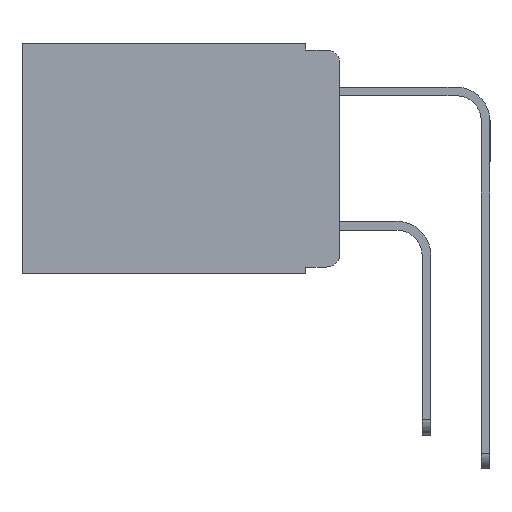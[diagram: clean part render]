
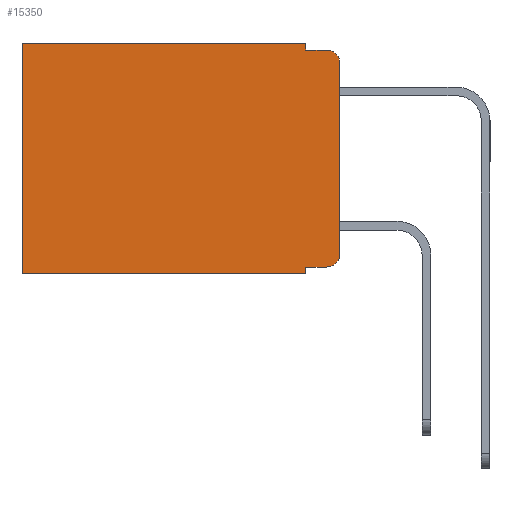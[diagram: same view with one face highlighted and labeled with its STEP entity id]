
A CAD part, left-side view. The second image highlights one B-rep face of the part: STEP entity #15350.
In plain terms, the highlighted planar face has unit normal (-1, 0, 0).
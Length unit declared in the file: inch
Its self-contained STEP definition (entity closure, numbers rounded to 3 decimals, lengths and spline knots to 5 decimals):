
#596 = EDGE_CURVE ( 'NONE', #8676, #16636, #20957, .T. ) ;
#732 = ORIENTED_EDGE ( 'NONE', *, *, #8489, .T. ) ;
#907 = EDGE_LOOP ( 'NONE', ( #11392, #732, #17130, #9090, #14069, #1410, #10245, #6906, #16082, #4881 ) ) ;
#1410 = ORIENTED_EDGE ( 'NONE', *, *, #4126, .T. ) ;
#1499 = VECTOR ( 'NONE', #20119, 39.37008 ) ;
#1821 = EDGE_CURVE ( 'NONE', #8676, #19032, #7604, .T. ) ;
#1978 = AXIS2_PLACEMENT_3D ( 'NONE', #12938, #3158, #14556 ) ;
#3088 = VECTOR ( 'NONE', #10248, 39.37008 ) ;
#3158 = DIRECTION ( 'NONE',  ( 1., 0., 0. ) ) ;
#3337 = AXIS2_PLACEMENT_3D ( 'NONE', #14633, #4904, #16279 ) ;
#3364 = LINE ( 'NONE', #12731, #11537 ) ;
#3610 = LINE ( 'NONE', #5327, #3088 ) ;
#3662 = VECTOR ( 'NONE', #4010, 39.37008 ) ;
#3836 = CARTESIAN_POINT ( 'NONE',  ( 0.298, 0.051, -0.333 ) ) ;
#4003 = CIRCLE ( 'NONE', #3337, 0.02 ) ;
#4010 = DIRECTION ( 'NONE',  ( 0., -1., 0. ) ) ;
#4042 = DIRECTION ( 'NONE',  ( 0., 0., -1. ) ) ;
#4083 = VERTEX_POINT ( 'NONE', #10294 ) ;
#4126 = EDGE_CURVE ( 'NONE', #4083, #14790, #10320, .T. ) ;
#4881 = ORIENTED_EDGE ( 'NONE', *, *, #20868, .T. ) ;
#4904 = DIRECTION ( 'NONE',  ( -1., 0., 0. ) ) ;
#5199 = EDGE_CURVE ( 'NONE', #10922, #19796, #3364, .T. ) ;
#5327 = CARTESIAN_POINT ( 'NONE',  ( 0.298, 0., 0. ) ) ;
#5718 = VERTEX_POINT ( 'NONE', #11551 ) ;
#5753 = VERTEX_POINT ( 'NONE', #18200 ) ;
#5989 = CARTESIAN_POINT ( 'NONE',  ( 0.298, 0.051, -0.01 ) ) ;
#5990 = CARTESIAN_POINT ( 'NONE',  ( 0.298, 0., -0.313 ) ) ;
#6278 = EDGE_CURVE ( 'NONE', #19796, #5718, #18138, .T. ) ;
#6319 = CARTESIAN_POINT ( 'NONE',  ( 0.298, 0., -0.343 ) ) ;
#6906 = ORIENTED_EDGE ( 'NONE', *, *, #1821, .F. ) ;
#7191 = LINE ( 'NONE', #19367, #10537 ) ;
#7604 = LINE ( 'NONE', #19968, #20111 ) ;
#7855 = VERTEX_POINT ( 'NONE', #5990 ) ;
#7940 = DIRECTION ( 'NONE',  ( 0., 0., -1. ) ) ;
#8134 = CIRCLE ( 'NONE', #16741, 0.02 ) ;
#8479 = CARTESIAN_POINT ( 'NONE',  ( 0.298, 0.051, -0.01 ) ) ;
#8489 = EDGE_CURVE ( 'NONE', #5753, #5718, #4003, .T. ) ;
#8676 = VERTEX_POINT ( 'NONE', #3836 ) ;
#9090 = ORIENTED_EDGE ( 'NONE', *, *, #5199, .F. ) ;
#9725 = CARTESIAN_POINT ( 'NONE',  ( 0.298, 0.02, -0.313 ) ) ;
#9970 = VECTOR ( 'NONE', #12885, 39.37008 ) ;
#10118 = CARTESIAN_POINT ( 'NONE',  ( 0.298, 0.473, 0. ) ) ;
#10245 = ORIENTED_EDGE ( 'NONE', *, *, #14602, .F. ) ;
#10248 = DIRECTION ( 'NONE',  ( 0., 1., 0. ) ) ;
#10294 = CARTESIAN_POINT ( 'NONE',  ( 0.298, 0.473, 0. ) ) ;
#10320 = LINE ( 'NONE', #10118, #1499 ) ;
#10537 = VECTOR ( 'NONE', #7940, 39.37008 ) ;
#10686 = EDGE_CURVE ( 'NONE', #5753, #7855, #7191, .T. ) ;
#10806 = CARTESIAN_POINT ( 'NONE',  ( 0.298, 0.051, -0.343 ) ) ;
#10922 = VERTEX_POINT ( 'NONE', #21042 ) ;
#11340 = DIRECTION ( 'NONE',  ( 0., 0., -1. ) ) ;
#11392 = ORIENTED_EDGE ( 'NONE', *, *, #10686, .F. ) ;
#11537 = VECTOR ( 'NONE', #4042, 39.37008 ) ;
#11551 = CARTESIAN_POINT ( 'NONE',  ( 0.298, 0.02, -0.01 ) ) ;
#11625 = EDGE_CURVE ( 'NONE', #10922, #4083, #3610, .T. ) ;
#12731 = CARTESIAN_POINT ( 'NONE',  ( 0.298, 0.051, 0. ) ) ;
#12772 = VECTOR ( 'NONE', #17587, 39.37008 ) ;
#12885 = DIRECTION ( 'NONE',  ( 0., 1., 0. ) ) ;
#12938 = CARTESIAN_POINT ( 'NONE',  ( 0.298, 0., 0. ) ) ;
#13491 = CARTESIAN_POINT ( 'NONE',  ( 0.298, 0.051, -0.333 ) ) ;
#14069 = ORIENTED_EDGE ( 'NONE', *, *, #11625, .T. ) ;
#14505 = FACE_OUTER_BOUND ( 'NONE', #907, .T. ) ;
#14556 = DIRECTION ( 'NONE',  ( 0., 0., -1. ) ) ;
#14602 = EDGE_CURVE ( 'NONE', #19032, #14790, #18654, .T. ) ;
#14633 = CARTESIAN_POINT ( 'NONE',  ( 0.298, 0.02, -0.03 ) ) ;
#14790 = VERTEX_POINT ( 'NONE', #18178 ) ;
#15350 = ADVANCED_FACE ( 'NONE', ( #14505 ), #16124, .F. ) ;
#16082 = ORIENTED_EDGE ( 'NONE', *, *, #596, .T. ) ;
#16124 = PLANE ( 'NONE',  #1978 ) ;
#16279 = DIRECTION ( 'NONE',  ( 0., 0., -1. ) ) ;
#16636 = VERTEX_POINT ( 'NONE', #20847 ) ;
#16741 = AXIS2_PLACEMENT_3D ( 'NONE', #9725, #21060, #11340 ) ;
#17130 = ORIENTED_EDGE ( 'NONE', *, *, #6278, .F. ) ;
#17587 = DIRECTION ( 'NONE',  ( 0., -1., 0. ) ) ;
#18138 = LINE ( 'NONE', #8479, #12772 ) ;
#18178 = CARTESIAN_POINT ( 'NONE',  ( 0.298, 0.473, -0.343 ) ) ;
#18200 = CARTESIAN_POINT ( 'NONE',  ( 0.298, 0., -0.03 ) ) ;
#18654 = LINE ( 'NONE', #6319, #9970 ) ;
#19032 = VERTEX_POINT ( 'NONE', #10806 ) ;
#19367 = CARTESIAN_POINT ( 'NONE',  ( 0.298, 0., 0. ) ) ;
#19796 = VERTEX_POINT ( 'NONE', #5989 ) ;
#19925 = DIRECTION ( 'NONE',  ( 0., 0., -1. ) ) ;
#19968 = CARTESIAN_POINT ( 'NONE',  ( 0.298, 0.051, 0. ) ) ;
#20111 = VECTOR ( 'NONE', #19925, 39.37008 ) ;
#20119 = DIRECTION ( 'NONE',  ( 0., 0., -1. ) ) ;
#20847 = CARTESIAN_POINT ( 'NONE',  ( 0.298, 0.02, -0.333 ) ) ;
#20868 = EDGE_CURVE ( 'NONE', #16636, #7855, #8134, .T. ) ;
#20957 = LINE ( 'NONE', #13491, #3662 ) ;
#21042 = CARTESIAN_POINT ( 'NONE',  ( 0.298, 0.051, 0. ) ) ;
#21060 = DIRECTION ( 'NONE',  ( -1., 0., 0. ) ) ;
